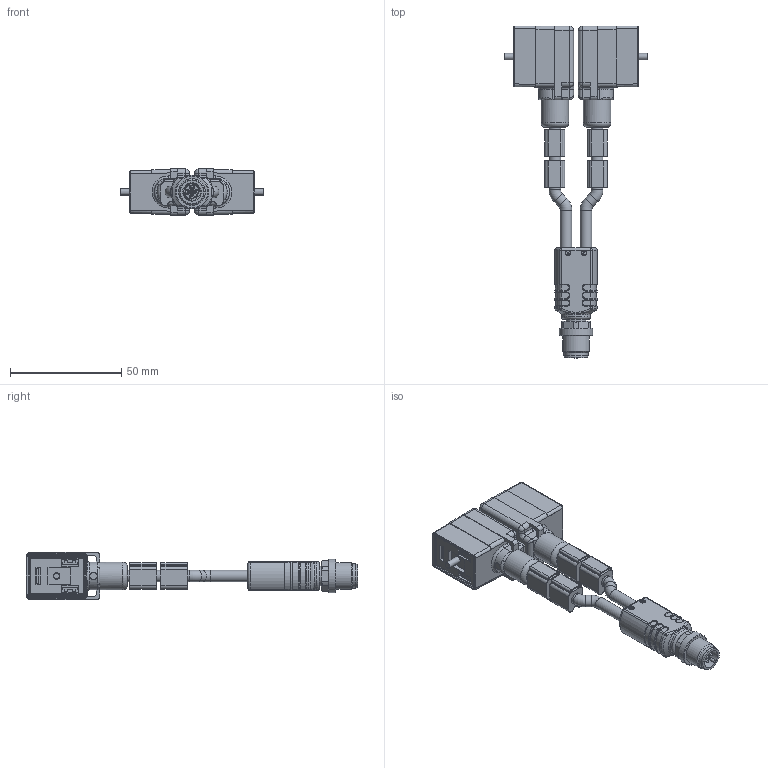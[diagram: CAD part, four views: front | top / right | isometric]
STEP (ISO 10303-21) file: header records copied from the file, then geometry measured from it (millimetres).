
FILE_DESCRIPTION(/* description */ (''),/* implementation_level */ '2;1');
FILE_NAME(/* name */ 'YK-FS5M12-2AL-VBI21-24_3.stp',/* time_stamp */ '2016-11-09T09:26:58+01:00',/* author */ (''),/* organization */ (''),/* preprocessor_version */ 'ST-DEVELOPER v16',/* originating_system */ 'SIEMENS PLM Software NX 10.0',/* authorisation */ '');
FILE_SCHEMA (('AUTOMOTIVE_DESIGN { 1 0 10303 214 3 1 1 1 }'));
Length unit declared in the file: millimetre
Products named in the file (1): YK-FS5M12-2AL-VBI21-24_3
Bounding box: 64.6 x 148.94 x 21.1 mm (x, y, z)
Volume: 47493 mm3; surface area: 17042.1 mm2
Topology: 1 solids, 3 shells, 984 faces, 2530 edges, 1588 vertices
Faces by surface type: plane 422, cylinder 332, torus 75, bspline 60, extrusion 53, sphere 25, cone 17
Full cylindrical faces by diameter (mm): 1 x5, 2 x1, 2.5 x4, 2.9 x2, 3.4 x2, 5.2 x10, 5.94 x2, 6 x2, 8.3 x1, 8.7 x1, 10.5 x1, 10.8 x1, 12 x1, 12.4 x2, 13 x1, 15 x1
Entity records: 32624 total; most frequent: CARTESIAN_POINT 9231, ORIENTED_EDGE 4828, DIRECTION 4818, EDGE_CURVE 2414, AXIS2_PLACEMENT_3D 1699, VERTEX_POINT 1553, VECTOR 1420, LINE 1367
